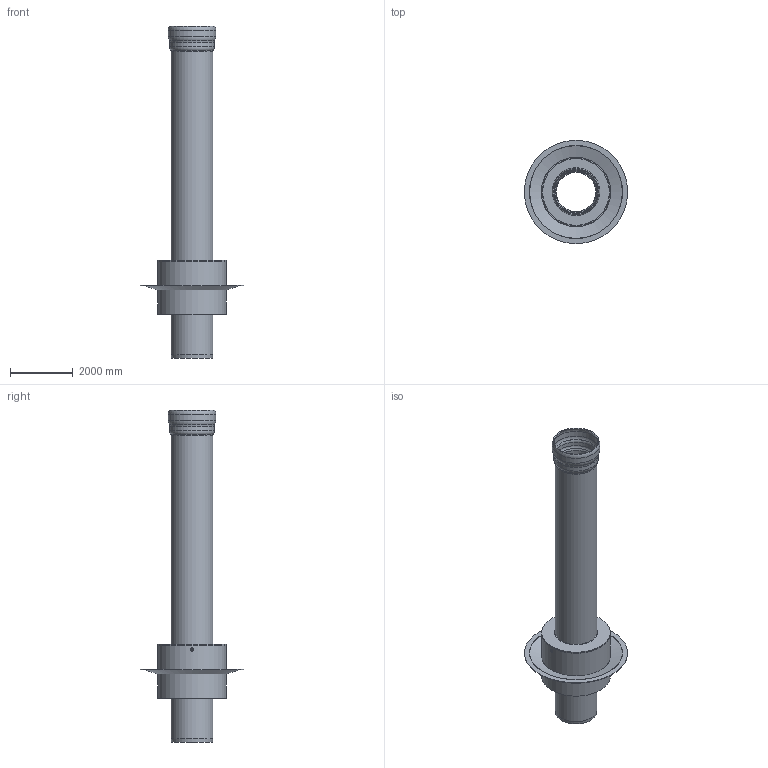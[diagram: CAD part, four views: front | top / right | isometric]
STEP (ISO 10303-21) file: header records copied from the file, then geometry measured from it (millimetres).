
FILE_DESCRIPTION(/* description */ (''),/* implementation_level */ '2;1');
FILE_NAME(/* name */ '19485.125X_3D.stp',/* time_stamp */ '2024-12-12T07:54:08+01:00',/* author */ ('CAD'),/* organization */ (''),/* preprocessor_version */ 'ST-DEVELOPER v20',/* originating_system */ 'AutoCAD Mechanical',/* authorisation */ '');
FILE_SCHEMA (('AUTOMOTIVE_DESIGN { 1 0 10303 214 3 1 1 }'));
Length unit declared in the file: centimetre
Products named in the file (2): Product; *S0
Assembly tree (1 placements, depth 2):
  Product
    *S0
Bounding box: 3300 x 3300 x 10600 mm (x, y, z)
Volume: 5283536028.3 mm3; surface area: 149243877.2 mm2
Topology: 6 solids, 7 shells, 57 faces, 121 edges, 81 vertices
Faces by surface type: cylinder 18, torus 15, plane 14, cone 9, bspline 1
Full cylindrical faces by diameter (mm): 60 x2, 67 x1, 1280 x1, 1330 x2, 1340 x1, 1380 x1, 1430 x1, 1470 x1, 2132 x2, 2190 x2, 3300 x1
Entity records: 1925 total; most frequent: CARTESIAN_POINT 536, DIRECTION 317, ORIENTED_EDGE 234, AXIS2_PLACEMENT_3D 145, EDGE_CURVE 118, CIRCLE 86, VERTEX_POINT 75, EDGE_LOOP 71
